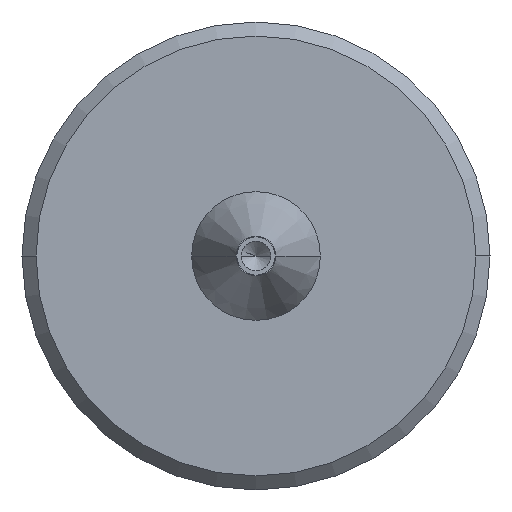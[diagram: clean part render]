
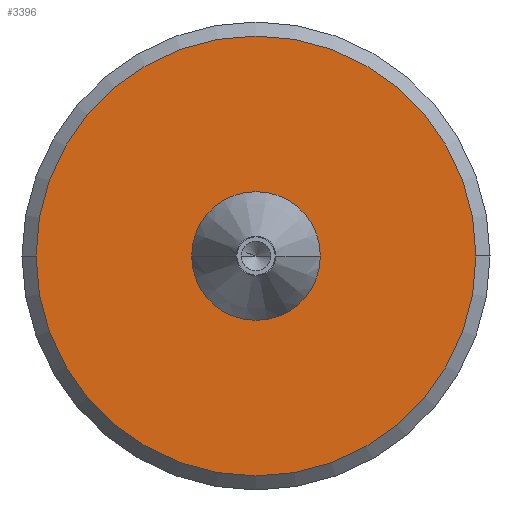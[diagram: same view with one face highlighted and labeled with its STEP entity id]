
A CAD part, left-side view. The second image highlights one B-rep face of the part: STEP entity #3396.
In plain terms, the highlighted planar face has unit normal (-1, 0, 0).
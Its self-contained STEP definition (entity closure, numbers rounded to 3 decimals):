
#51 = DIRECTION ( 'NONE',  ( 0., 1., 0. ) ) ;
#89 = CARTESIAN_POINT ( 'NONE',  ( -22.537, 0., 0. ) ) ;
#316 = CARTESIAN_POINT ( 'NONE',  ( -22.537, 0., 0. ) ) ;
#468 = VERTEX_POINT ( 'NONE', #3013 ) ;
#516 = CIRCLE ( 'NONE', #970, 3.492 ) ;
#560 = CARTESIAN_POINT ( 'NONE',  ( -22.537, -11.938, 0. ) ) ;
#699 = VERTEX_POINT ( 'NONE', #2234 ) ;
#714 = VERTEX_POINT ( 'NONE', #2555 ) ;
#827 = PLANE ( 'NONE',  #1457 ) ;
#831 = DIRECTION ( 'NONE',  ( 0., 1., 0. ) ) ;
#878 = EDGE_CURVE ( 'NONE', #699, #468, #3112, .T. ) ;
#970 = AXIS2_PLACEMENT_3D ( 'NONE', #3300, #2513, #1169 ) ;
#1055 = EDGE_LOOP ( 'NONE', ( #1822, #2236 ) ) ;
#1169 = DIRECTION ( 'NONE',  ( 0., 1., 0. ) ) ;
#1178 = CIRCLE ( 'NONE', #2450, 11.938 ) ;
#1196 = VERTEX_POINT ( 'NONE', #1604 ) ;
#1314 = DIRECTION ( 'NONE',  ( 1., 0., 0. ) ) ;
#1370 = DIRECTION ( 'NONE',  ( 0., 1., 0. ) ) ;
#1376 = DIRECTION ( 'NONE',  ( 1., 0., 0. ) ) ;
#1457 = AXIS2_PLACEMENT_3D ( 'NONE', #560, #2909, #1370 ) ;
#1518 = CARTESIAN_POINT ( 'NONE',  ( -22.537, 0., 0. ) ) ;
#1534 = DIRECTION ( 'NONE',  ( 0., 1., 0. ) ) ;
#1568 = EDGE_CURVE ( 'NONE', #1196, #714, #2347, .T. ) ;
#1604 = CARTESIAN_POINT ( 'NONE',  ( -22.537, -11.938, 0. ) ) ;
#1782 = AXIS2_PLACEMENT_3D ( 'NONE', #89, #2424, #831 ) ;
#1808 = EDGE_LOOP ( 'NONE', ( #2713, #2412 ) ) ;
#1816 = FACE_OUTER_BOUND ( 'NONE', #1808, .T. ) ;
#1822 = ORIENTED_EDGE ( 'NONE', *, *, #878, .T. ) ;
#2122 = FACE_BOUND ( 'NONE', #1055, .T. ) ;
#2234 = CARTESIAN_POINT ( 'NONE',  ( -22.537, 3.492, 0. ) ) ;
#2236 = ORIENTED_EDGE ( 'NONE', *, *, #3077, .T. ) ;
#2347 = CIRCLE ( 'NONE', #1782, 11.938 ) ;
#2412 = ORIENTED_EDGE ( 'NONE', *, *, #1568, .F. ) ;
#2424 = DIRECTION ( 'NONE',  ( 1., 0., 0. ) ) ;
#2450 = AXIS2_PLACEMENT_3D ( 'NONE', #1518, #1314, #1534 ) ;
#2513 = DIRECTION ( 'NONE',  ( 1., 0., 0. ) ) ;
#2555 = CARTESIAN_POINT ( 'NONE',  ( -22.537, 11.938, 0. ) ) ;
#2619 = EDGE_CURVE ( 'NONE', #714, #1196, #1178, .T. ) ;
#2713 = ORIENTED_EDGE ( 'NONE', *, *, #2619, .F. ) ;
#2909 = DIRECTION ( 'NONE',  ( -1., 0., 0. ) ) ;
#2949 = AXIS2_PLACEMENT_3D ( 'NONE', #316, #1376, #51 ) ;
#3013 = CARTESIAN_POINT ( 'NONE',  ( -22.537, -3.493, 0. ) ) ;
#3077 = EDGE_CURVE ( 'NONE', #468, #699, #516, .T. ) ;
#3112 = CIRCLE ( 'NONE', #2949, 3.492 ) ;
#3300 = CARTESIAN_POINT ( 'NONE',  ( -22.537, 0., 0. ) ) ;
#3396 = ADVANCED_FACE ( 'NONE', ( #1816, #2122 ), #827, .T. ) ;
